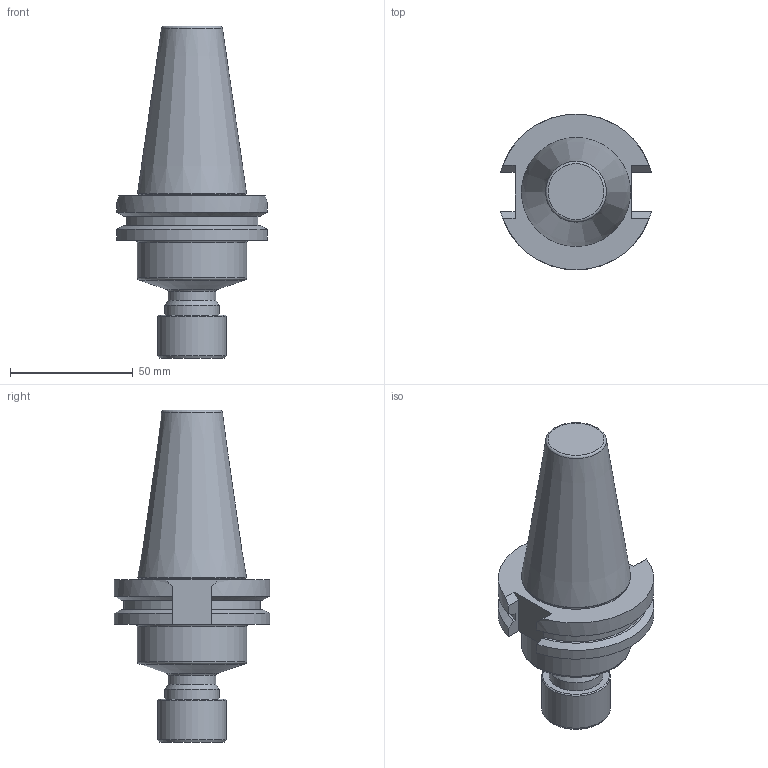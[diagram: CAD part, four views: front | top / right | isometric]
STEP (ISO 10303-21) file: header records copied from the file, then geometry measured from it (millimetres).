
FILE_DESCRIPTION(/* description */ (''),/* implementation_level */ '2;1');
FILE_NAME(/* name */ '1717593715947.stp',/* time_stamp */ '2024-06-05T15:22:00+02:00',/* author */ (''),/* organization */ ('SMS'),/* preprocessor_version */ 'ST-DEVELOPER v16.7',/* originating_system */ 'SIEMENS PLM Software NX 12.0',/* authorisation */ '');
FILE_SCHEMA (('AUTOMOTIVE_DESIGN { 1 0 10303 214 3 1 1 1 }'));
Length unit declared in the file: millimetre
Products named in the file (1): 205289248mod000_00
Bounding box: 61.4 x 63.5 x 135.25 mm (x, y, z)
Volume: 159222.7 mm3; surface area: 21965.1 mm2
Topology: 1 solids, 1 shells, 44 faces, 113 edges, 76 vertices
Faces by surface type: plane 19, cylinder 11, cone 10, torus 4
Full cylindrical faces by diameter (mm): 19.5 x1, 22 x1, 28 x1, 43.85 x1, 44.45 x1
Entity records: 1302 total; most frequent: CARTESIAN_POINT 251, DIRECTION 217, ORIENTED_EDGE 184, EDGE_CURVE 92, AXIS2_PLACEMENT_3D 86, VERTEX_POINT 67, EDGE_LOOP 61, LINE 45
